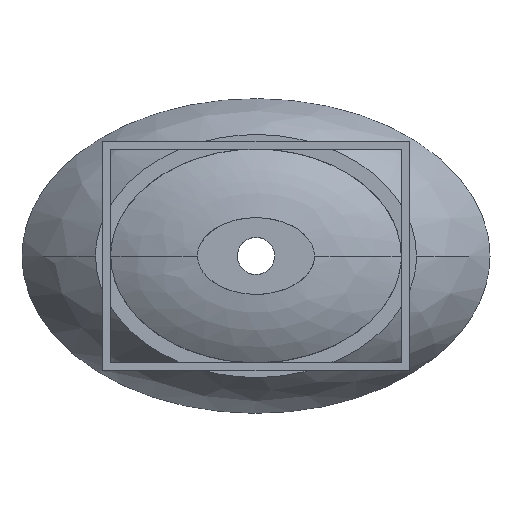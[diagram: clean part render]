
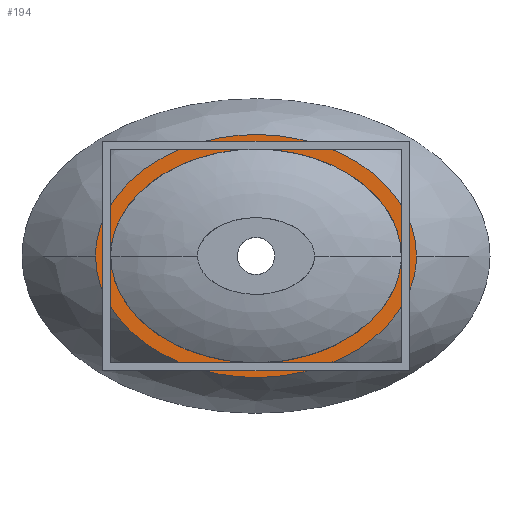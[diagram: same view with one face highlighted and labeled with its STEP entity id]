
A CAD part, front view. The second image highlights one B-rep face of the part: STEP entity #194.
In plain terms, the highlighted planar face has unit normal (0, -1, 0).
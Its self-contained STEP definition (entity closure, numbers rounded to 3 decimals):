
#1 = CARTESIAN_POINT ( 'NONE',  ( 198.85, -90., -13.116 ) ) ;
#22 = CARTESIAN_POINT ( 'NONE',  ( -197.956, -90., -17.691 ) ) ;
#23 = CARTESIAN_POINT ( 'NONE',  ( 100.119, -90., -131.59 ) ) ;
#67 = CARTESIAN_POINT ( 'NONE',  ( 128.535, -90., 94.464 ) ) ;
#111 = CARTESIAN_POINT ( 'NONE',  ( -141.98, -90., 107.236 ) ) ;
#135 = EDGE_CURVE ( 'NONE', #2026, #2613, #2869, .T. ) ;
#194 = ADVANCED_FACE ( 'NONE', ( #3461, #3025 ), #2233, .T. ) ;
#290 = CARTESIAN_POINT ( 'NONE',  ( -180., -90., 0. ) ) ;
#346 = CARTESIAN_POINT ( 'NONE',  ( -180., -90., 1.735 ) ) ;
#360 = CARTESIAN_POINT ( 'NONE',  ( 175.707, -90., 34.692 ) ) ;
#401 = CARTESIAN_POINT ( 'NONE',  ( 100.119, -90., 131.59 ) ) ;
#473 = EDGE_CURVE ( 'NONE', #1418, #1813, #478, .T. ) ;
#478 = B_SPLINE_CURVE_WITH_KNOTS ( 'NONE', 3,
 ( #3258, #1263, #2687, #979, #689, #401, #2397, #2109, #1538, #1823, #111, #3247, #3529, #1251, #2675, #963, #2961 ),
 .UNSPECIFIED., .F., .F.,
 ( 4, 1, 1, 1, 1, 1, 1, 1, 1, 1, 1, 1, 1, 1, 4 ),
 ( 0.5, 0.542, 0.583, 0.625, 0.667, 0.708, 0.75, 0.792, 0.833, 0.875, 0.917, 0.958, 0.992, 0.994, 1. ),
 .UNSPECIFIED. ) ;
#601 = CARTESIAN_POINT ( 'NONE',  ( -198.85, -90., 0. ) ) ;
#639 = CARTESIAN_POINT ( 'NONE',  ( -179.19, -90., 15.598 ) ) ;
#648 = CARTESIAN_POINT ( 'NONE',  ( 180., -90., 0. ) ) ;
#689 = CARTESIAN_POINT ( 'NONE',  ( 141.98, -90., 107.236 ) ) ;
#780 = ORIENTED_EDGE ( 'NONE', *, *, #473, .T. ) ;
#803 = CARTESIAN_POINT ( 'NONE',  ( 175.707, -90., -34.692 ) ) ;
#816 = CARTESIAN_POINT ( 'NONE',  ( -180., -90., -1.735 ) ) ;
#818 = EDGE_CURVE ( 'NONE', #2613, #2026, #1902, .T. ) ;
#819 = CARTESIAN_POINT ( 'NONE',  ( -179.936, -90., -4.047 ) ) ;
#831 = CARTESIAN_POINT ( 'NONE',  ( -90.656, -90., -115.861 ) ) ;
#917 = CARTESIAN_POINT ( 'NONE',  ( -157.566, -90., 66.619 ) ) ;
#963 = CARTESIAN_POINT ( 'NONE',  ( -198.85, -90., 1.967 ) ) ;
#977 = CARTESIAN_POINT ( 'NONE',  ( 180., -90., 0. ) ) ;
#979 = CARTESIAN_POINT ( 'NONE',  ( 174.066, -90., 75.588 ) ) ;
#1066 = CARTESIAN_POINT ( 'NONE',  ( -157.566, -90., -66.619 ) ) ;
#1135 = CARTESIAN_POINT ( 'NONE',  ( 52.181, -90., -146.914 ) ) ;
#1157 = CARTESIAN_POINT ( 'NONE',  ( -198.85, -90., -1.967 ) ) ;
#1168 = CARTESIAN_POINT ( 'NONE',  ( -52.181, -90., -146.914 ) ) ;
#1179 = CARTESIAN_POINT ( 'NONE',  ( -198.85, -90., 0. ) ) ;
#1206 = CARTESIAN_POINT ( 'NONE',  ( -90.656, -90., 115.861 ) ) ;
#1251 = CARTESIAN_POINT ( 'NONE',  ( -197.956, -90., 17.691 ) ) ;
#1263 = CARTESIAN_POINT ( 'NONE',  ( 198.85, -90., 13.116 ) ) ;
#1266 = CARTESIAN_POINT ( 'NONE',  ( 180., -90., 0. ) ) ;
#1337 = EDGE_LOOP ( 'NONE', ( #3046, #2650 ) ) ;
#1409 = CARTESIAN_POINT ( 'NONE',  ( 90.656, -90., -115.861 ) ) ;
#1418 = VERTEX_POINT ( 'NONE', #2046 ) ;
#1429 = CARTESIAN_POINT ( 'NONE',  ( 141.98, -90., -107.236 ) ) ;
#1450 = CARTESIAN_POINT ( 'NONE',  ( -141.98, -90., -107.236 ) ) ;
#1470 = EDGE_LOOP ( 'NONE', ( #3591, #780 ) ) ;
#1494 = CARTESIAN_POINT ( 'NONE',  ( 0., -90., 134.098 ) ) ;
#1538 = CARTESIAN_POINT ( 'NONE',  ( -52.181, -90., 146.914 ) ) ;
#1710 = CARTESIAN_POINT ( 'NONE',  ( 194.109, -90., -39.348 ) ) ;
#1721 = CARTESIAN_POINT ( 'NONE',  ( 0., -90., -152.387 ) ) ;
#1734 = CARTESIAN_POINT ( 'NONE',  ( -192.773, -90., -41.764 ) ) ;
#1777 = CARTESIAN_POINT ( 'NONE',  ( 90.656, -90., 115.861 ) ) ;
#1791 = DIRECTION ( 'NONE',  ( 0., -1., 0. ) ) ;
#1813 = VERTEX_POINT ( 'NONE', #1179 ) ;
#1823 = CARTESIAN_POINT ( 'NONE',  ( -100.119, -90., 131.59 ) ) ;
#1834 = CARTESIAN_POINT ( 'NONE',  ( -180., -90., 0. ) ) ;
#1847 = CARTESIAN_POINT ( 'NONE',  ( 47.25, -90., -129.304 ) ) ;
#1902 = B_SPLINE_CURVE_WITH_KNOTS ( 'NONE', 3,
 ( #648, #2640, #360, #2060, #67, #1777, #3489, #1494, #3199, #1206, #2920, #917, #2632, #639, #2339, #346, #2050 ),
 .UNSPECIFIED., .F., .F.,
 ( 4, 1, 1, 1, 1, 1, 1, 1, 1, 1, 1, 1, 1, 1, 4 ),
 ( 0.5, 0.542, 0.583, 0.625, 0.667, 0.708, 0.75, 0.792, 0.833, 0.875, 0.917, 0.958, 0.992, 0.994, 1. ),
 .UNSPECIFIED. ) ;
#1933 = CARTESIAN_POINT ( 'NONE',  ( 128.535, -90., -94.464 ) ) ;
#1989 = CARTESIAN_POINT ( 'NONE',  ( -174.498, -90., -36.821 ) ) ;
#1992 = CARTESIAN_POINT ( 'NONE',  ( 198.85, -90., 0. ) ) ;
#2011 = EDGE_CURVE ( 'NONE', #1813, #1418, #2503, .T. ) ;
#2015 = CARTESIAN_POINT ( 'NONE',  ( -198.779, -90., -4.591 ) ) ;
#2026 = VERTEX_POINT ( 'NONE', #290 ) ;
#2046 = CARTESIAN_POINT ( 'NONE',  ( 198.85, -90., 0. ) ) ;
#2050 = CARTESIAN_POINT ( 'NONE',  ( -180., -90., 0. ) ) ;
#2060 = CARTESIAN_POINT ( 'NONE',  ( 157.566, -90., 66.619 ) ) ;
#2109 = CARTESIAN_POINT ( 'NONE',  ( 0., -90., 152.387 ) ) ;
#2218 = CARTESIAN_POINT ( 'NONE',  ( 157.566, -90., -66.619 ) ) ;
#2233 = PLANE ( 'NONE',  #2859 ) ;
#2339 = CARTESIAN_POINT ( 'NONE',  ( -179.936, -90., 4.047 ) ) ;
#2397 = CARTESIAN_POINT ( 'NONE',  ( 52.181, -90., 146.914 ) ) ;
#2407 = CARTESIAN_POINT ( 'NONE',  ( -179.19, -90., -15.598 ) ) ;
#2503 = B_SPLINE_CURVE_WITH_KNOTS ( 'NONE', 3,
 ( #601, #1157, #2015, #22, #1734, #3445, #1450, #3155, #1168, #1721, #1135, #23, #1429, #3420, #1710, #1, #1992 ),
 .UNSPECIFIED., .F., .F.,
 ( 4, 1, 1, 1, 1, 1, 1, 1, 1, 1, 1, 1, 1, 1, 4 ),
 ( 0., 0.006, 0.008, 0.042, 0.083, 0.125, 0.167, 0.208, 0.25, 0.292, 0.333, 0.375, 0.417, 0.458, 0.5 ),
 .UNSPECIFIED. ) ;
#2524 = CARTESIAN_POINT ( 'NONE',  ( 0., -90., -134.098 ) ) ;
#2613 = VERTEX_POINT ( 'NONE', #1266 ) ;
#2632 = CARTESIAN_POINT ( 'NONE',  ( -174.498, -90., 36.821 ) ) ;
#2640 = CARTESIAN_POINT ( 'NONE',  ( 180., -90., 11.564 ) ) ;
#2650 = ORIENTED_EDGE ( 'NONE', *, *, #818, .F. ) ;
#2675 = CARTESIAN_POINT ( 'NONE',  ( -198.779, -90., 4.591 ) ) ;
#2687 = CARTESIAN_POINT ( 'NONE',  ( 194.109, -90., 39.348 ) ) ;
#2772 = CARTESIAN_POINT ( 'NONE',  ( -47.25, -90., -129.304 ) ) ;
#2859 = AXIS2_PLACEMENT_3D ( 'NONE', #3173, #1791, #3500 ) ;
#2869 = B_SPLINE_CURVE_WITH_KNOTS ( 'NONE', 3,
 ( #1834, #816, #819, #2407, #1989, #1066, #3570, #831, #2772, #2524, #1847, #1409, #1933, #2218, #803, #3371, #977 ),
 .UNSPECIFIED., .F., .F.,
 ( 4, 1, 1, 1, 1, 1, 1, 1, 1, 1, 1, 1, 1, 1, 4 ),
 ( 0., 0.006, 0.008, 0.042, 0.083, 0.125, 0.167, 0.208, 0.25, 0.292, 0.333, 0.375, 0.417, 0.458, 0.5 ),
 .UNSPECIFIED. ) ;
#2920 = CARTESIAN_POINT ( 'NONE',  ( -128.535, -90., 94.464 ) ) ;
#2961 = CARTESIAN_POINT ( 'NONE',  ( -198.85, -90., 0. ) ) ;
#3025 = FACE_BOUND ( 'NONE', #1337, .T. ) ;
#3046 = ORIENTED_EDGE ( 'NONE', *, *, #135, .F. ) ;
#3155 = CARTESIAN_POINT ( 'NONE',  ( -100.119, -90., -131.59 ) ) ;
#3173 = CARTESIAN_POINT ( 'NONE',  ( -180., -90., 0. ) ) ;
#3199 = CARTESIAN_POINT ( 'NONE',  ( -47.25, -90., 129.304 ) ) ;
#3247 = CARTESIAN_POINT ( 'NONE',  ( -174.066, -90., 75.588 ) ) ;
#3258 = CARTESIAN_POINT ( 'NONE',  ( 198.85, -90., 0. ) ) ;
#3371 = CARTESIAN_POINT ( 'NONE',  ( 180., -90., -11.564 ) ) ;
#3420 = CARTESIAN_POINT ( 'NONE',  ( 174.066, -90., -75.588 ) ) ;
#3445 = CARTESIAN_POINT ( 'NONE',  ( -174.066, -90., -75.588 ) ) ;
#3461 = FACE_OUTER_BOUND ( 'NONE', #1470, .T. ) ;
#3489 = CARTESIAN_POINT ( 'NONE',  ( 47.25, -90., 129.304 ) ) ;
#3500 = DIRECTION ( 'NONE',  ( -1., 0., 0. ) ) ;
#3529 = CARTESIAN_POINT ( 'NONE',  ( -192.773, -90., 41.764 ) ) ;
#3570 = CARTESIAN_POINT ( 'NONE',  ( -128.535, -90., -94.464 ) ) ;
#3591 = ORIENTED_EDGE ( 'NONE', *, *, #2011, .T. ) ;
